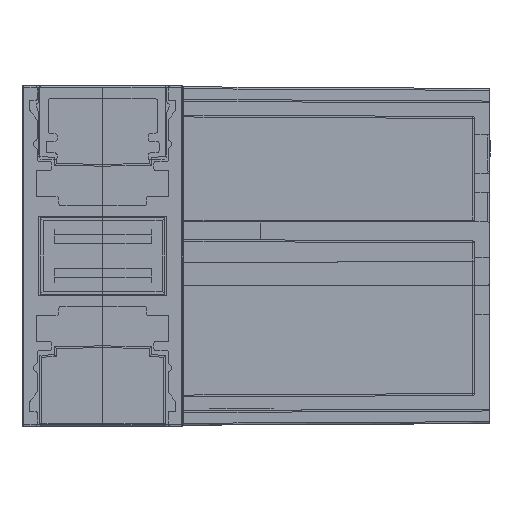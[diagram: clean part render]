
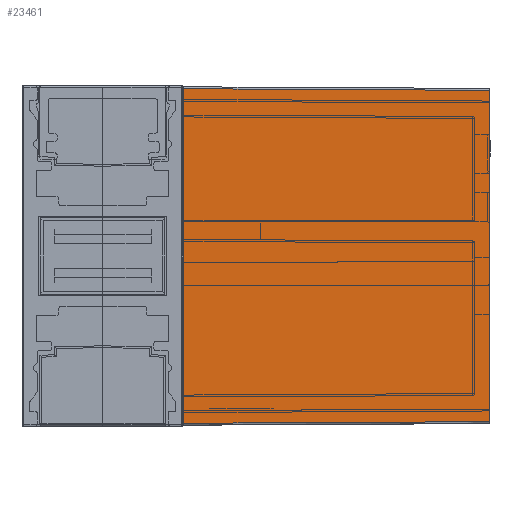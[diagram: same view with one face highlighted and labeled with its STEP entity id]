
A CAD part, front view. The second image highlights one B-rep face of the part: STEP entity #23461.
In plain terms, the highlighted planar face has unit normal (0.005, -1, 0).
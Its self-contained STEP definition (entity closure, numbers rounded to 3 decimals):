
#1310=FACE_OUTER_BOUND('',#2620,.T.);
#2620=EDGE_LOOP('',(#15718,#15719,#15720,#15721,#15722,#15723));
#4037=LINE('',#34437,#6355);
#4127=LINE('',#34691,#6445);
#4136=LINE('',#34711,#6454);
#4147=LINE('',#34739,#6465);
#4161=LINE('',#34782,#6479);
#4162=LINE('',#34783,#6480);
#6355=VECTOR('',#27566,10.);
#6445=VECTOR('',#27850,10.);
#6454=VECTOR('',#27871,10.);
#6465=VECTOR('',#27910,10.);
#6479=VECTOR('',#27978,10.);
#6480=VECTOR('',#27979,10.);
#9366=VERTEX_POINT('',#34394);
#9386=VERTEX_POINT('',#34435);
#9453=VERTEX_POINT('',#34688);
#9456=VERTEX_POINT('',#34704);
#9458=VERTEX_POINT('',#34709);
#9461=VERTEX_POINT('',#34737);
#11667=EDGE_CURVE('',#9386,#9366,#4037,.F.);
#11799=EDGE_CURVE('',#9366,#9453,#4127,.T.);
#11810=EDGE_CURVE('',#9458,#9456,#4136,.T.);
#11826=EDGE_CURVE('',#9461,#9386,#4147,.T.);
#11842=EDGE_CURVE('',#9456,#9461,#4161,.T.);
#11843=EDGE_CURVE('',#9453,#9458,#4162,.T.);
#15718=ORIENTED_EDGE('',*,*,#11799,.F.);
#15719=ORIENTED_EDGE('',*,*,#11667,.F.);
#15720=ORIENTED_EDGE('',*,*,#11826,.F.);
#15721=ORIENTED_EDGE('',*,*,#11842,.F.);
#15722=ORIENTED_EDGE('',*,*,#11810,.F.);
#15723=ORIENTED_EDGE('',*,*,#11843,.F.);
#21634=PLANE('',#25006);
#23461=ADVANCED_FACE('',(#1310),#21634,.T.);
#25006=AXIS2_PLACEMENT_3D('',#34781,#27976,#27977);
#27566=DIRECTION('',(0.,0.,1.));
#27850=DIRECTION('',(-1.,-0.005,-0.005));
#27871=DIRECTION('',(0.,0.,1.));
#27910=DIRECTION('',(1.,0.005,-0.005));
#27976=DIRECTION('center_axis',(0.005,-1.,
0.));
#27977=DIRECTION('ref_axis',(0.,0.,
1.));
#27978=DIRECTION('',(0.,0.,1.));
#27979=DIRECTION('',(0.,0.,1.));
#34394=CARTESIAN_POINT('',(39.75,-458.035,-17.035));
#34435=CARTESIAN_POINT('',(39.75,-458.035,17.035));
#34437=CARTESIAN_POINT('',(39.75,-458.035,-8.7));
#34688=CARTESIAN_POINT('',(8.25,-458.2,-17.2));
#34691=CARTESIAN_POINT('',(39.791,-458.035,-17.035));
#34704=CARTESIAN_POINT('',(8.25,-458.2,3.5));
#34709=CARTESIAN_POINT('',(8.25,-458.2,-3.5));
#34711=CARTESIAN_POINT('',(8.25,-458.2,-17.4));
#34737=CARTESIAN_POINT('',(8.25,-458.2,17.2));
#34739=CARTESIAN_POINT('',(39.839,-458.035,17.035));
#34781=CARTESIAN_POINT('Origin',(39.75,-458.035,-17.4));
#34782=CARTESIAN_POINT('',(8.25,-458.2,-0.05));
#34783=CARTESIAN_POINT('',(8.25,-458.2,-0.05));
